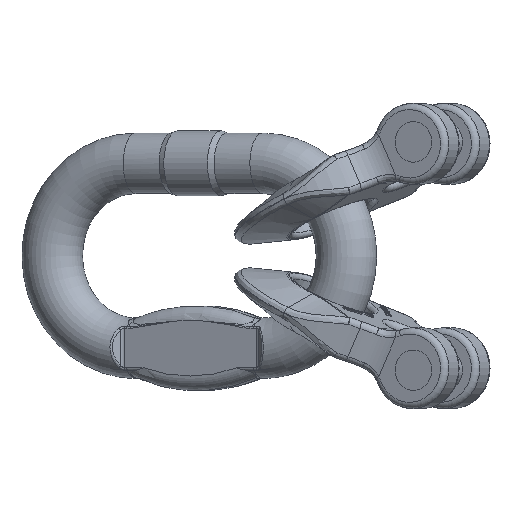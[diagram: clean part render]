
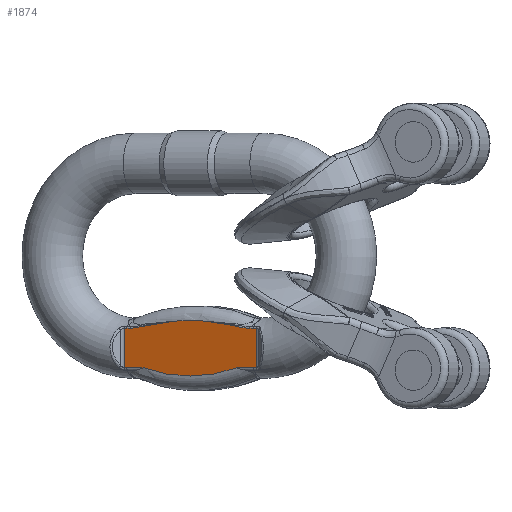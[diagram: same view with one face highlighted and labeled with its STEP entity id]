
A CAD part, left-side view. The second image highlights one B-rep face of the part: STEP entity #1874.
In plain terms, the highlighted planar face has unit normal (-0.906, 0.423, 0).
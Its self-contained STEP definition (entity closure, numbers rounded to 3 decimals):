
#1874=ADVANCED_FACE('',(#3324),#2296,.T.);
#2296=PLANE('',#20228);
#3324=FACE_OUTER_BOUND('',#7440,.T.);
#3769=CIRCLE('',#20222,36.119);
#3770=CIRCLE('',#20223,52.712);
#3771=CIRCLE('',#20224,36.119);
#3772=CIRCLE('',#20225,23.381);
#3773=CIRCLE('',#20226,52.712);
#3774=CIRCLE('',#20227,23.381);
#4779=LINE('',#40664,#6111);
#4780=LINE('',#40669,#6112);
#4781=LINE('',#40673,#6113);
#4782=LINE('',#40677,#6114);
#4783=LINE('',#40681,#6115);
#4784=LINE('',#40703,#6116);
#6111=VECTOR('',#23493,1.);
#6112=VECTOR('',#23496,1.);
#6113=VECTOR('',#23499,1.);
#6114=VECTOR('',#23502,1.);
#6115=VECTOR('',#23505,1.);
#6116=VECTOR('',#23508,1.);
#7440=EDGE_LOOP('',(#12833,#12834,#12835,#12836,#12837,#12838,#12839,#12840,
#12841,#12842,#12843,#12844,#12845,#12846));
#12833=ORIENTED_EDGE('',*,*,#17507,.T.);
#12834=ORIENTED_EDGE('',*,*,#17508,.T.);
#12835=ORIENTED_EDGE('',*,*,#17509,.T.);
#12836=ORIENTED_EDGE('',*,*,#17510,.T.);
#12837=ORIENTED_EDGE('',*,*,#17511,.T.);
#12838=ORIENTED_EDGE('',*,*,#17512,.T.);
#12839=ORIENTED_EDGE('',*,*,#17513,.T.);
#12840=ORIENTED_EDGE('',*,*,#17514,.T.);
#12841=ORIENTED_EDGE('',*,*,#17515,.T.);
#12842=ORIENTED_EDGE('',*,*,#17516,.T.);
#12843=ORIENTED_EDGE('',*,*,#17517,.T.);
#12844=ORIENTED_EDGE('',*,*,#17518,.T.);
#12845=ORIENTED_EDGE('',*,*,#17519,.T.);
#12846=ORIENTED_EDGE('',*,*,#17520,.T.);
#14779=VERTEX_POINT('',#40665);
#14780=VERTEX_POINT('',#40666);
#14781=VERTEX_POINT('',#40668);
#14782=VERTEX_POINT('',#40670);
#14783=VERTEX_POINT('',#40672);
#14784=VERTEX_POINT('',#40674);
#14785=VERTEX_POINT('',#40676);
#14786=VERTEX_POINT('',#40678);
#14787=VERTEX_POINT('',#40680);
#14788=VERTEX_POINT('',#40682);
#14789=VERTEX_POINT('',#40691);
#14790=VERTEX_POINT('',#40693);
#14791=VERTEX_POINT('',#40702);
#14792=VERTEX_POINT('',#40704);
#17507=EDGE_CURVE('',#14779,#14780,#4779,.T.);
#17508=EDGE_CURVE('',#14780,#14781,#3769,.T.);
#17509=EDGE_CURVE('',#14781,#14782,#4780,.T.);
#17510=EDGE_CURVE('',#14782,#14783,#3770,.T.);
#17511=EDGE_CURVE('',#14783,#14784,#4781,.T.);
#17512=EDGE_CURVE('',#14784,#14785,#3771,.T.);
#17513=EDGE_CURVE('',#14785,#14786,#4782,.T.);
#17514=EDGE_CURVE('',#14786,#14787,#3772,.T.);
#17515=EDGE_CURVE('',#14787,#14788,#4783,.T.);
#17516=EDGE_CURVE('',#14788,#14789,#19251,.T.);
#17517=EDGE_CURVE('',#14789,#14790,#3773,.T.);
#17518=EDGE_CURVE('',#14790,#14791,#19252,.T.);
#17519=EDGE_CURVE('',#14791,#14792,#4784,.T.);
#17520=EDGE_CURVE('',#14792,#14779,#3774,.T.);
#19251=B_SPLINE_CURVE_WITH_KNOTS('',3,(#40683,#40684,#40685,#40686,#40687,
#40688,#40689,#40690),.UNSPECIFIED.,.F.,.F.,(4,2,2,4),(0.,0.25,
0.5,1.),.UNSPECIFIED.);
#19252=B_SPLINE_CURVE_WITH_KNOTS('',3,(#40694,#40695,#40696,#40697,#40698,
#40699,#40700,#40701),.UNSPECIFIED.,.F.,.F.,(4,2,2,4),(0.,0.5,
0.75,1.),.UNSPECIFIED.);
#20222=AXIS2_PLACEMENT_3D('',#40667,#23494,#23495);
#20223=AXIS2_PLACEMENT_3D('',#40671,#23497,#23498);
#20224=AXIS2_PLACEMENT_3D('',#40675,#23500,#23501);
#20225=AXIS2_PLACEMENT_3D('',#40679,#23503,#23504);
#20226=AXIS2_PLACEMENT_3D('',#40692,#23506,#23507);
#20227=AXIS2_PLACEMENT_3D('',#40705,#23509,#23510);
#20228=AXIS2_PLACEMENT_3D('',#40706,#23511,#23512);
#23493=DIRECTION('',(0.,0.,-1.));
#23494=DIRECTION('',(-0.906,0.423,0.));
#23495=DIRECTION('',(0.,0.,1.));
#23496=DIRECTION('',(-0.423,-0.906,0.));
#23497=DIRECTION('',(-0.906,0.423,0.));
#23498=DIRECTION('',(0.,0.,1.));
#23499=DIRECTION('',(-0.423,-0.906,0.));
#23500=DIRECTION('',(-0.906,0.423,0.));
#23501=DIRECTION('',(0.,0.,1.));
#23502=DIRECTION('',(0.,0.,1.));
#23503=DIRECTION('',(0.906,-0.423,0.));
#23504=DIRECTION('',(0.,0.,1.));
#23505=DIRECTION('',(0.423,0.906,0.));
#23506=DIRECTION('',(-0.906,0.423,0.));
#23507=DIRECTION('',(0.,0.,1.));
#23508=DIRECTION('',(0.423,0.906,0.));
#23509=DIRECTION('',(0.906,-0.423,0.));
#23510=DIRECTION('',(0.,0.,1.));
#23511=DIRECTION('',(-0.906,0.423,0.));
#23512=DIRECTION('',(0.,0.,1.));
#40664=CARTESIAN_POINT('',(-49.986,-87.235,-39.416));
#40665=CARTESIAN_POINT('',(-49.986,-87.235,-23.276));
#40666=CARTESIAN_POINT('',(-49.986,-87.235,-36.021));
#40667=CARTESIAN_POINT('',(-50.402,-88.126,0.084));
#40668=CARTESIAN_POINT('',(-50.402,-88.126,-36.034));
#40669=CARTESIAN_POINT('',(-71.242,-132.818,-36.034));
#40670=CARTESIAN_POINT('',(-52.982,-93.659,-36.034));
#40671=CARTESIAN_POINT('',(-59.911,-108.518,14.063));
#40672=CARTESIAN_POINT('',(-66.839,-123.376,-36.034));
#40673=CARTESIAN_POINT('',(-71.242,-132.818,-36.034));
#40674=CARTESIAN_POINT('',(-69.419,-128.909,-36.034));
#40675=CARTESIAN_POINT('',(-69.419,-128.909,0.084));
#40676=CARTESIAN_POINT('',(-69.835,-129.8,-36.021));
#40677=CARTESIAN_POINT('',(-69.835,-129.8,-39.416));
#40678=CARTESIAN_POINT('',(-69.835,-129.8,-23.276));
#40679=CARTESIAN_POINT('',(-69.419,-128.909,0.084));
#40680=CARTESIAN_POINT('',(-69.419,-128.909,-23.297));
#40681=CARTESIAN_POINT('',(-71.242,-132.818,-23.297));
#40682=CARTESIAN_POINT('',(-68.873,-127.738,-23.297));
#40683=CARTESIAN_POINT('',(-68.873,-127.738,-23.297));
#40684=CARTESIAN_POINT('',(-68.346,-126.608,-23.297));
#40685=CARTESIAN_POINT('',(-67.831,-125.502,-23.096));
#40686=CARTESIAN_POINT('',(-66.802,-123.297,-22.65));
#40687=CARTESIAN_POINT('',(-66.29,-122.198,-22.4));
#40688=CARTESIAN_POINT('',(-64.748,-118.891,-21.712));
#40689=CARTESIAN_POINT('',(-63.711,-116.668,-21.333));
#40690=CARTESIAN_POINT('',(-62.672,-114.439,-21.089));
#40691=CARTESIAN_POINT('',(-62.672,-114.439,-21.089));
#40692=CARTESIAN_POINT('',(-59.911,-108.518,-73.394));
#40693=CARTESIAN_POINT('',(-57.149,-102.596,-21.089));
#40694=CARTESIAN_POINT('',(-57.149,-102.596,-21.089));
#40695=CARTESIAN_POINT('',(-56.11,-100.368,-21.333));
#40696=CARTESIAN_POINT('',(-55.073,-98.144,-21.712));
#40697=CARTESIAN_POINT('',(-53.531,-94.836,-22.401));
#40698=CARTESIAN_POINT('',(-53.019,-93.737,-22.651));
#40699=CARTESIAN_POINT('',(-51.989,-91.53,-23.096));
#40700=CARTESIAN_POINT('',(-51.473,-90.424,-23.297));
#40701=CARTESIAN_POINT('',(-50.948,-89.297,-23.297));
#40702=CARTESIAN_POINT('',(-50.948,-89.297,-23.297));
#40703=CARTESIAN_POINT('',(-71.242,-132.818,-23.297));
#40704=CARTESIAN_POINT('',(-50.402,-88.126,-23.297));
#40705=CARTESIAN_POINT('',(-50.402,-88.126,0.084));
#40706=CARTESIAN_POINT('',(-71.242,-132.818,-39.416));
